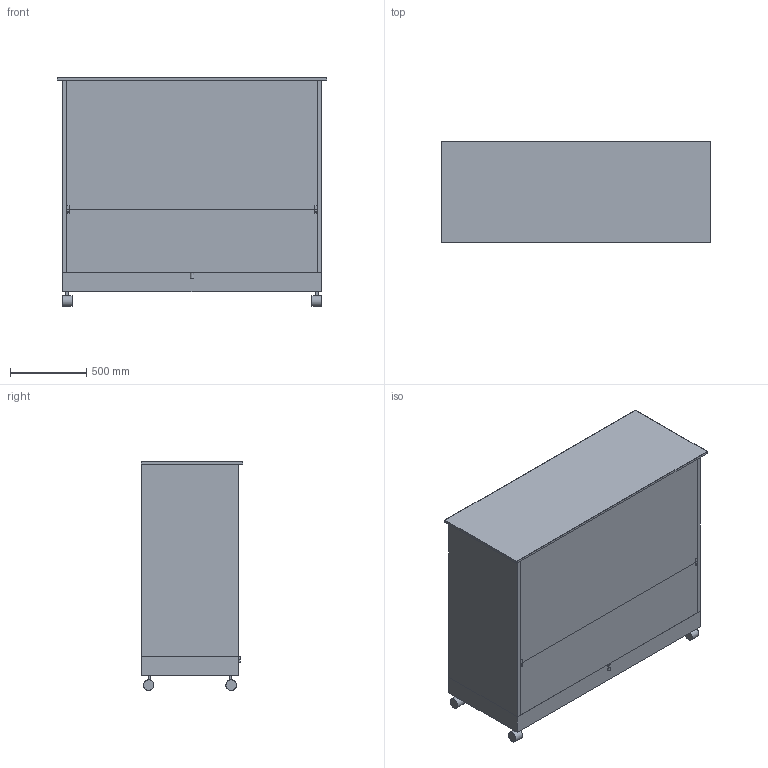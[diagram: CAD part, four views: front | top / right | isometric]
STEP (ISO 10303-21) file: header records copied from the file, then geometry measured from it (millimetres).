
FILE_DESCRIPTION(('FreeCAD Model'),'2;1');
FILE_NAME('Open CASCADE Shape Model','2025-04-27T18:34:49',('FreeCAD'),( 'FreeCAD'),'Open CASCADE STEP processor 7.6','FreeCAD','Unknown');
FILE_SCHEMA(('AUTOMOTIVE_DESIGN { 1 0 10303 214 1 1 1 1 }'));
Length unit declared in the file: millimetre
Products named in the file (1): Open CASCADE STEP translator 7.6 1
Bounding box: 1772.48 x 665.17 x 1505.16 mm (x, y, z)
Volume: 212450513 mm3; surface area: 22216038.7 mm2
Topology: 22 solids, 22 shells, 190 faces, 435 edges, 288 vertices
Faces by surface type: bspline 190
Entity records: 5151 total; most frequent: CARTESIAN_POINT 2357, ORIENTED_EDGE 870, EDGE_CURVE 435, B_SPLINE_CURVE_WITH_KNOTS 383, VERTEX_POINT 288, FACE_BOUND 205, EDGE_LOOP 205, ADVANCED_FACE 190
